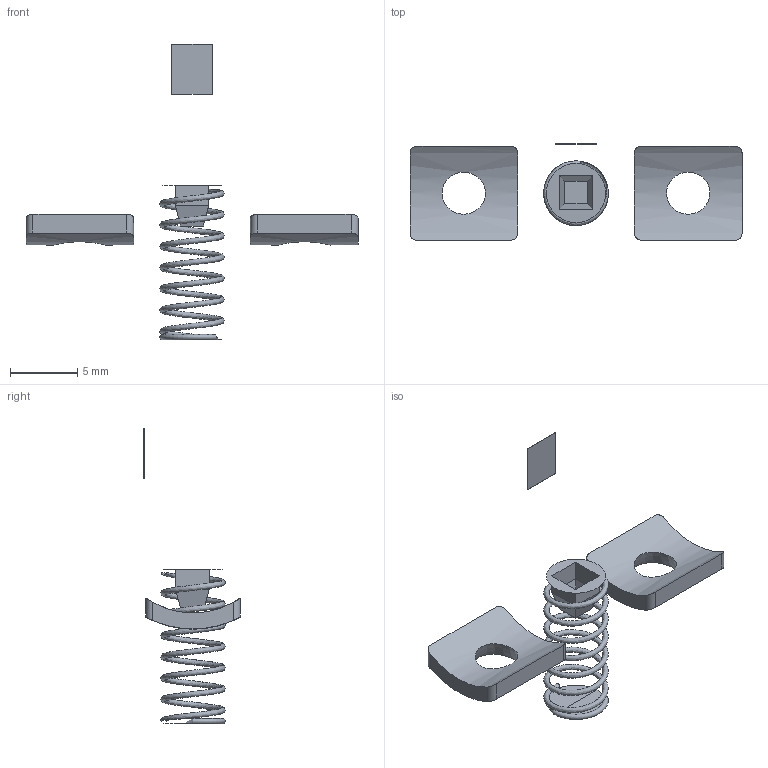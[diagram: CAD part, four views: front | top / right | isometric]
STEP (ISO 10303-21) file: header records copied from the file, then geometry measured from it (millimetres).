
FILE_DESCRIPTION(/* description */ (''),/* implementation_level */ '2;1');
FILE_NAME(/* name */ 'MTI_ipt.stp',/* time_stamp */ '2018-12-05T15:44:34+01:00',/* author */ ('thagel'),/* organization */ (''),/* preprocessor_version */ 'ST-DEVELOPER v16.1',/* originating_system */ 'Autodesk Inventor 2016',/* authorisation */ '');
FILE_SCHEMA (('CONFIG_CONTROL_DESIGN'));
Length unit declared in the file: centimetre
Products named in the file (1): MTI
Bounding box: 24.7 x 7.15 x 22 mm (x, y, z)
Volume: 117.9 mm3; surface area: 529.8 mm2
Topology: 3 solids, 6 shells, 44 faces, 115 edges, 83 vertices
Faces by surface type: plane 26, cylinder 12, torus 3, cone 2, bspline 1
Entity records: 22314 total; most frequent: CARTESIAN_POINT 8645, ORIENTED_EDGE 3052, DIRECTION 2531, EDGE_CURVE 1514, LINE 1023, VECTOR 1023, VERTEX_POINT 979, AXIS2_PLACEMENT_3D 754
